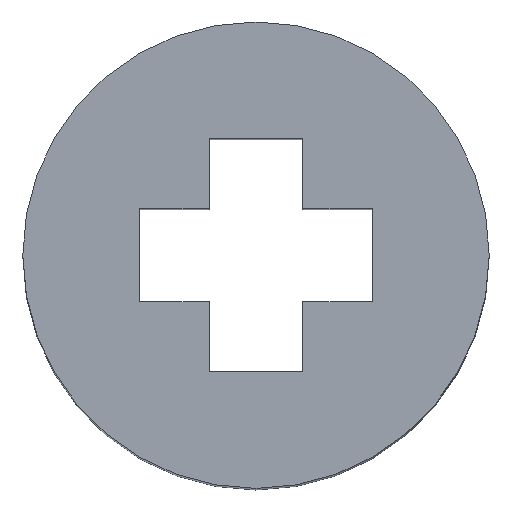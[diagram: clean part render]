
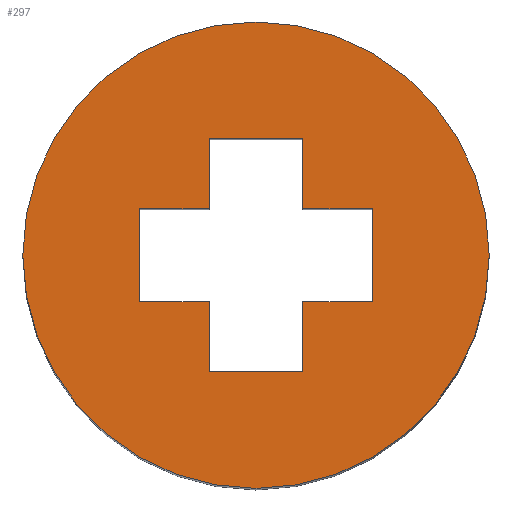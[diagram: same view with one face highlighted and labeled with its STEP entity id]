
A CAD part, top view. The second image highlights one B-rep face of the part: STEP entity #297.
In plain terms, the highlighted planar face has unit normal (0, 0, 1).
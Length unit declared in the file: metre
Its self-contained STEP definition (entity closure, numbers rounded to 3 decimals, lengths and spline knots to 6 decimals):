
#14=LINE('',#432,#50);
#15=LINE('',#435,#51);
#16=LINE('',#437,#52);
#17=LINE('',#439,#53);
#18=LINE('',#441,#54);
#19=LINE('',#443,#55);
#20=LINE('',#445,#56);
#21=LINE('',#447,#57);
#22=LINE('',#449,#58);
#23=LINE('',#451,#59);
#24=LINE('',#453,#60);
#25=LINE('',#455,#61);
#50=VECTOR('',#354,1.);
#51=VECTOR('',#355,1.);
#52=VECTOR('',#356,1.);
#53=VECTOR('',#357,1.);
#54=VECTOR('',#358,1.);
#55=VECTOR('',#359,1.);
#56=VECTOR('',#360,1.);
#57=VECTOR('',#361,1.);
#58=VECTOR('',#362,1.);
#59=VECTOR('',#363,1.);
#60=VECTOR('',#364,1.);
#61=VECTOR('',#365,1.);
#86=ORIENTED_EDGE('',*,*,#166,.T.);
#87=ORIENTED_EDGE('',*,*,#167,.F.);
#88=ORIENTED_EDGE('',*,*,#168,.T.);
#89=ORIENTED_EDGE('',*,*,#169,.F.);
#90=ORIENTED_EDGE('',*,*,#170,.F.);
#91=ORIENTED_EDGE('',*,*,#171,.F.);
#92=ORIENTED_EDGE('',*,*,#172,.F.);
#93=ORIENTED_EDGE('',*,*,#173,.T.);
#94=ORIENTED_EDGE('',*,*,#174,.F.);
#95=ORIENTED_EDGE('',*,*,#175,.T.);
#96=ORIENTED_EDGE('',*,*,#176,.T.);
#97=ORIENTED_EDGE('',*,*,#177,.T.);
#98=ORIENTED_EDGE('',*,*,#178,.T.);
#166=EDGE_CURVE('',#206,#206,#234,.T.);
#167=EDGE_CURVE('',#207,#208,#14,.T.);
#168=EDGE_CURVE('',#207,#209,#15,.T.);
#169=EDGE_CURVE('',#210,#209,#16,.T.);
#170=EDGE_CURVE('',#211,#210,#17,.T.);
#171=EDGE_CURVE('',#212,#211,#18,.T.);
#172=EDGE_CURVE('',#213,#212,#19,.T.);
#173=EDGE_CURVE('',#213,#214,#20,.T.);
#174=EDGE_CURVE('',#215,#214,#21,.T.);
#175=EDGE_CURVE('',#215,#216,#22,.T.);
#176=EDGE_CURVE('',#216,#217,#23,.T.);
#177=EDGE_CURVE('',#217,#218,#24,.T.);
#178=EDGE_CURVE('',#218,#208,#25,.T.);
#206=VERTEX_POINT('',#431);
#207=VERTEX_POINT('',#433);
#208=VERTEX_POINT('',#434);
#209=VERTEX_POINT('',#436);
#210=VERTEX_POINT('',#438);
#211=VERTEX_POINT('',#440);
#212=VERTEX_POINT('',#442);
#213=VERTEX_POINT('',#444);
#214=VERTEX_POINT('',#446);
#215=VERTEX_POINT('',#448);
#216=VERTEX_POINT('',#450);
#217=VERTEX_POINT('',#452);
#218=VERTEX_POINT('',#454);
#234=CIRCLE('',#328,0.005);
#238=EDGE_LOOP('',(#86));
#239=EDGE_LOOP('',(#87,#88,#89,#90,#91,#92,#93,#94,#95,#96,#97,#98));
#260=FACE_BOUND('',#238,.T.);
#261=FACE_BOUND('',#239,.T.);
#282=PLANE('',#327);
#297=ADVANCED_FACE('',(#260,#261),#282,.T.);
#327=AXIS2_PLACEMENT_3D('',#429,#350,#351);
#328=AXIS2_PLACEMENT_3D('',#430,#352,#353);
#350=DIRECTION('',(0.,0.,1.));
#351=DIRECTION('',(1.,0.,0.));
#352=DIRECTION('',(0.,0.,1.));
#353=DIRECTION('',(1.,0.,0.));
#354=DIRECTION('',(-1.,0.,0.));
#355=DIRECTION('',(0.,1.,0.));
#356=DIRECTION('',(-1.,0.,0.));
#357=DIRECTION('',(0.,1.,0.));
#358=DIRECTION('',(-1.,0.,0.));
#359=DIRECTION('',(0.,1.,0.));
#360=DIRECTION('',(-1.,0.,0.));
#361=DIRECTION('',(0.,1.,0.));
#362=DIRECTION('',(-1.,0.,0.));
#363=DIRECTION('',(0.,1.,0.));
#364=DIRECTION('',(-1.,0.,0.));
#365=DIRECTION('',(0.,1.,0.));
#429=CARTESIAN_POINT('',(0.,0.,0.02));
#430=CARTESIAN_POINT('',(0.,0.,0.02));
#431=CARTESIAN_POINT('',(0.005,0.,0.02));
#432=CARTESIAN_POINT('',(-0.00175,0.001,0.02));
#433=CARTESIAN_POINT('',(-0.001,0.001,0.02));
#434=CARTESIAN_POINT('',(-0.0025,0.001,0.02));
#435=CARTESIAN_POINT('',(-0.001,0.00175,0.02));
#436=CARTESIAN_POINT('',(-0.001,0.0025,0.02));
#437=CARTESIAN_POINT('',(0.,0.0025,0.02));
#438=CARTESIAN_POINT('',(0.001,0.0025,0.02));
#439=CARTESIAN_POINT('',(0.001,0.00175,0.02));
#440=CARTESIAN_POINT('',(0.001,0.001,0.02));
#441=CARTESIAN_POINT('',(0.00175,0.001,0.02));
#442=CARTESIAN_POINT('',(0.0025,0.001,0.02));
#443=CARTESIAN_POINT('',(0.0025,0.,0.02));
#444=CARTESIAN_POINT('',(0.0025,-0.001,0.02));
#445=CARTESIAN_POINT('',(0.00175,-0.001,0.02));
#446=CARTESIAN_POINT('',(0.001,-0.001,0.02));
#447=CARTESIAN_POINT('',(0.001,-0.00175,0.02));
#448=CARTESIAN_POINT('',(0.001,-0.0025,0.02));
#449=CARTESIAN_POINT('',(0.,-0.0025,0.02));
#450=CARTESIAN_POINT('',(-0.001,-0.0025,0.02));
#451=CARTESIAN_POINT('',(-0.001,-0.00175,0.02));
#452=CARTESIAN_POINT('',(-0.001,-0.001,0.02));
#453=CARTESIAN_POINT('',(-0.00175,-0.001,0.02));
#454=CARTESIAN_POINT('',(-0.0025,-0.001,0.02));
#455=CARTESIAN_POINT('',(-0.0025,0.,0.02));
